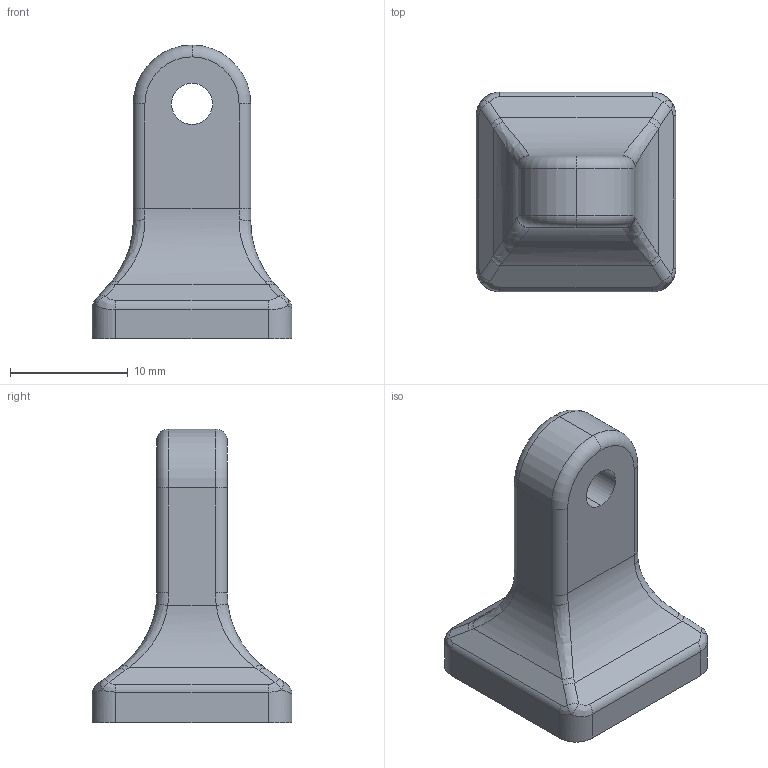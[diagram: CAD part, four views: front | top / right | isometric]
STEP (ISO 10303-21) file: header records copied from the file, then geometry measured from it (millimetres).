
FILE_DESCRIPTION(('STEP AP214'),'1');
FILE_NAME('Bottom.stp','2013-09-18T07:13:01',(' '),(' '),'Spatial InterOp 3D',' ',' ');
FILE_SCHEMA(('automotive_design'));
Length unit declared in the file: millimetre
Products named in the file (1): Bottom
Bounding box: 17 x 17 x 25 mm (x, y, z)
Volume: 2254.3 mm3; surface area: 1473.9 mm2
Topology: 1 solids, 1 shells, 73 faces, 168 edges, 99 vertices
Faces by surface type: cylinder 26, plane 19, bspline 16, torus 8, sphere 4
Entity records: 3391 total; most frequent: CARTESIAN_POINT 1125, DIRECTION 373, ORIENTED_EDGE 336, EDGE_CURVE 168, AXIS2_PLACEMENT_3D 155, VERTEX_POINT 99, EDGE_LOOP 77, STYLED_ITEM 73
